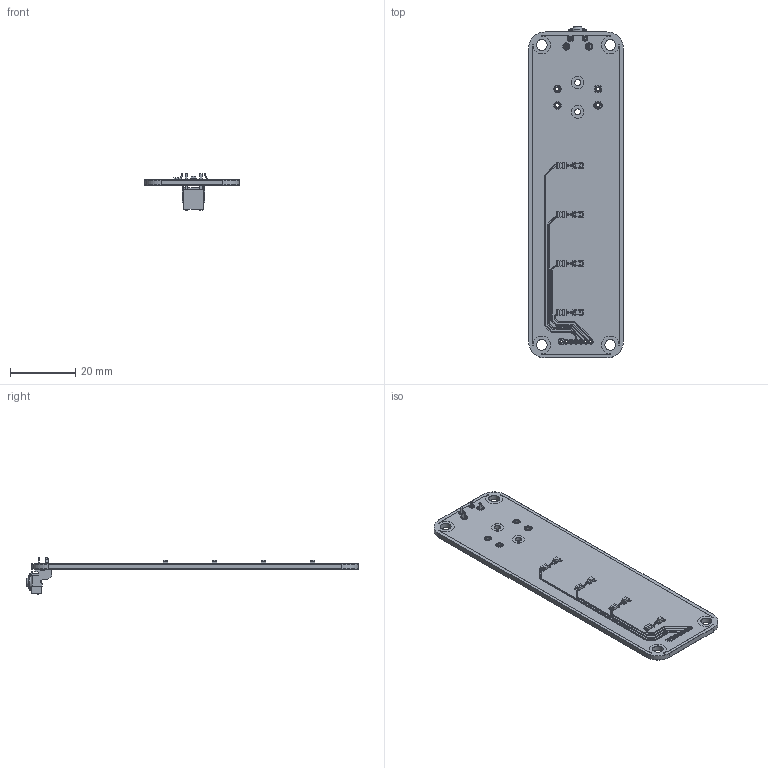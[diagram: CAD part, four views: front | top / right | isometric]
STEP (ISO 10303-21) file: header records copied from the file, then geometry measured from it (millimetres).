
FILE_DESCRIPTION(/* description */ (''),/* implementation_level */ '2;1');
FILE_NAME(/* name */ 'V5_FrontPanelPCB v2.step',/* time_stamp */ '2023-04-13T06:13:00-04:00',/* author */ (''),/* organization */ (''),/* preprocessor_version */ 'ST-DEVELOPER v19.2',/* originating_system */ 'Autodesk Translation Framework v12.4.0.73',/* authorisation */ '');
FILE_SCHEMA (('AUTOMOTIVE_DESIGN { 1 0 10303 214 3 1 1 }'));
Length unit declared in the file: millimetre
Products named in the file (16): V5_FrontPanelPCB; Board; Packages; LEDC2012X110N_FLAT-G; Model; LEDC2012X110N_FLAT-R; Model (1); S7BZRLFSN; 1571610-2; LEDC2012X110N_FLAT-Y; Model (2); RESC2012X65; 1-copper; 16-copper; 1-soldermask; 16-soldermask
Assembly tree (19 placements, depth 4):
  V5_FrontPanelPCB
    Board
    Packages
      LEDC2012X110N_FLAT-G
        Model
      LEDC2012X110N_FLAT-R
        Model (1)
      S7BZRLFSN
      1571610-2
      LEDC2012X110N_FLAT-Y  x2
        Model (2)
      RESC2012X65  x4
    1-copper
    16-copper
    1-soldermask
    16-soldermask
Bounding box: 29 x 101.84 x 11.2 mm (x, y, z)
Volume: 4794.8 mm3; surface area: 23227.4 mm2
Topology: 119 solids, 119 shells, 2356 faces, 5915 edges, 3815 vertices
Faces by surface type: plane 1703, cylinder 518, sphere 128, torus 6, cone 1
Full cylindrical faces by diameter (mm): 0.63 x35, 0.7 x28, 0.93 x10, 1 x12, 1.18 x20, 1.23 x10, 1.25 x16, 1.3 x8, 1.85 x6, 3.302 x12, 4.1 x1
Entity records: 64903 total; most frequent: CARTESIAN_POINT 11188, ORIENTED_EDGE 10918, DIRECTION 10638, EDGE_CURVE 5459, LINE 4588, VECTOR 4588, VERTEX_POINT 3575, AXIS2_PLACEMENT_3D 3025
